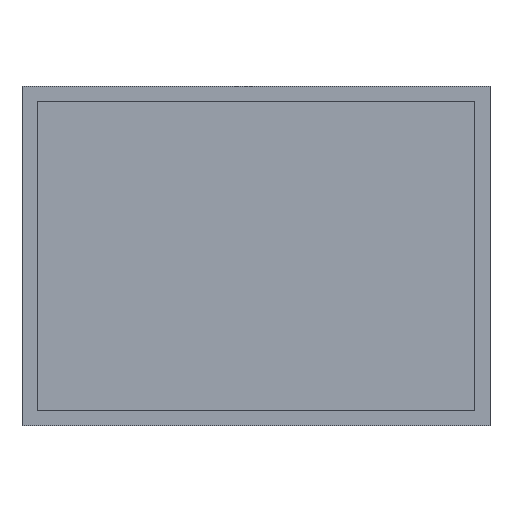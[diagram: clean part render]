
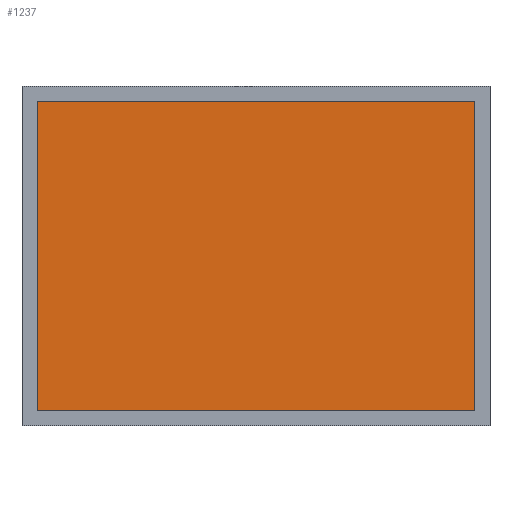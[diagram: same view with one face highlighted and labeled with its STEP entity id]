
A CAD part, left-side view. The second image highlights one B-rep face of the part: STEP entity #1237.
In plain terms, the highlighted planar face has unit normal (-1, 0, 0).
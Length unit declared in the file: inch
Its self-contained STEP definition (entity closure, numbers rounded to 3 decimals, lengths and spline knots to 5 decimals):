
#32 = VERTEX_POINT ( 'NONE', #146 ) ;
#33 = DIRECTION ( 'NONE',  ( 0., -1., 0. ) ) ;
#36 = EDGE_CURVE ( 'NONE', #207, #32, #798, .T. ) ;
#43 = ORIENTED_EDGE ( 'NONE', *, *, #214, .T. ) ;
#44 = DIRECTION ( 'NONE',  ( 0., 0., 1. ) ) ;
#58 = CARTESIAN_POINT ( 'NONE',  ( 0., -0.925, 1.50984 ) ) ;
#65 = CARTESIAN_POINT ( 'NONE',  ( 0., -2.13484, -1. ) ) ;
#68 = DIRECTION ( 'NONE',  ( 0., -1., 0. ) ) ;
#71 = EDGE_CURVE ( 'NONE', #806, #810, #479, .T. ) ;
#73 = DIRECTION ( 'NONE',  ( 0., 1., 0. ) ) ;
#76 = CARTESIAN_POINT ( 'NONE',  ( 0., 0., 0. ) ) ;
#79 = LINE ( 'NONE', #1360, #124 ) ;
#85 = LINE ( 'NONE', #511, #940 ) ;
#89 = CARTESIAN_POINT ( 'NONE',  ( 0., -2.13484, 0. ) ) ;
#124 = VECTOR ( 'NONE', #73, 39.37008 ) ;
#130 = DIRECTION ( 'NONE',  ( 0., 0., 1. ) ) ;
#146 = CARTESIAN_POINT ( 'NONE',  ( 0., -2.13484, 1.50984 ) ) ;
#152 = DIRECTION ( 'NONE',  ( 0., 1., 0. ) ) ;
#157 = CARTESIAN_POINT ( 'NONE',  ( 0., -2.13484, -1.50984 ) ) ;
#169 = CARTESIAN_POINT ( 'NONE',  ( 0., -0.925, -1.50984 ) ) ;
#170 = ORIENTED_EDGE ( 'NONE', *, *, #638, .T. ) ;
#176 = DIRECTION ( 'NONE',  ( 0., 0., -1. ) ) ;
#181 = EDGE_CURVE ( 'NONE', #809, #397, #307, .T. ) ;
#188 = ORIENTED_EDGE ( 'NONE', *, *, #256, .T. ) ;
#207 = VERTEX_POINT ( 'NONE', #89 ) ;
#214 = EDGE_CURVE ( 'NONE', #992, #559, #937, .T. ) ;
#218 = CARTESIAN_POINT ( 'NONE',  ( 0., -0.925, 1.65984 ) ) ;
#219 = ORIENTED_EDGE ( 'NONE', *, *, #1091, .T. ) ;
#220 = VECTOR ( 'NONE', #1152, 39.37008 ) ;
#232 = VECTOR ( 'NONE', #382, 39.37008 ) ;
#243 = CARTESIAN_POINT ( 'NONE',  ( 0., -0.925, -1.65984 ) ) ;
#256 = EDGE_CURVE ( 'NONE', #810, #873, #1053, .T. ) ;
#258 = CARTESIAN_POINT ( 'NONE',  ( 0., -2.28484, 0. ) ) ;
#307 = LINE ( 'NONE', #953, #1357 ) ;
#323 = CARTESIAN_POINT ( 'NONE',  ( 0., 2.13484, -1.50984 ) ) ;
#333 = EDGE_CURVE ( 'NONE', #1025, #809, #853, .T. ) ;
#336 = VECTOR ( 'NONE', #1369, 39.37008 ) ;
#382 = DIRECTION ( 'NONE',  ( 0., 1., 0. ) ) ;
#396 = CARTESIAN_POINT ( 'NONE',  ( 0., -2.13484, 1.50984 ) ) ;
#397 = VERTEX_POINT ( 'NONE', #569 ) ;
#404 = ORIENTED_EDGE ( 'NONE', *, *, #883, .T. ) ;
#405 = VECTOR ( 'NONE', #68, 39.37008 ) ;
#411 = VECTOR ( 'NONE', #1207, 39.37008 ) ;
#428 = CARTESIAN_POINT ( 'NONE',  ( 0., -2.13484, -1.50984 ) ) ;
#475 = LINE ( 'NONE', #1089, #411 ) ;
#479 = LINE ( 'NONE', #1339, #405 ) ;
#480 = PLANE ( 'NONE',  #1235 ) ;
#483 = CARTESIAN_POINT ( 'NONE',  ( 0., -1.825, -1.65984 ) ) ;
#497 = ORIENTED_EDGE ( 'NONE', *, *, #684, .F. ) ;
#511 = CARTESIAN_POINT ( 'NONE',  ( 0., -2.13484, -1.50984 ) ) ;
#518 = VECTOR ( 'NONE', #44, 39.37008 ) ;
#525 = VECTOR ( 'NONE', #1016, 39.37008 ) ;
#531 = VECTOR ( 'NONE', #130, 39.37008 ) ;
#544 = CARTESIAN_POINT ( 'NONE',  ( 0., -2.28484, -1. ) ) ;
#549 = EDGE_CURVE ( 'NONE', #864, #1025, #475, .T. ) ;
#554 = VERTEX_POINT ( 'NONE', #169 ) ;
#559 = VERTEX_POINT ( 'NONE', #65 ) ;
#569 = CARTESIAN_POINT ( 'NONE',  ( 0., 2.13484, 1.50984 ) ) ;
#573 = ORIENTED_EDGE ( 'NONE', *, *, #181, .T. ) ;
#576 = DIRECTION ( 'NONE',  ( 0., 0., -1. ) ) ;
#578 = ORIENTED_EDGE ( 'NONE', *, *, #549, .T. ) ;
#591 = FACE_OUTER_BOUND ( 'NONE', #1130, .T. ) ;
#615 = LINE ( 'NONE', #396, #232 ) ;
#617 = VECTOR ( 'NONE', #33, 39.37008 ) ;
#638 = EDGE_CURVE ( 'NONE', #32, #1038, #615, .T. ) ;
#684 = EDGE_CURVE ( 'NONE', #1114, #559, #79, .T. ) ;
#706 = CARTESIAN_POINT ( 'NONE',  ( 0., -0.925, -1.65984 ) ) ;
#716 = ORIENTED_EDGE ( 'NONE', *, *, #984, .F. ) ;
#746 = EDGE_CURVE ( 'NONE', #873, #992, #85, .T. ) ;
#757 = ORIENTED_EDGE ( 'NONE', *, *, #746, .T. ) ;
#764 = ORIENTED_EDGE ( 'NONE', *, *, #36, .T. ) ;
#769 = VERTEX_POINT ( 'NONE', #1298 ) ;
#778 = CARTESIAN_POINT ( 'NONE',  ( 0., -2.13484, -1.50984 ) ) ;
#798 = LINE ( 'NONE', #157, #518 ) ;
#806 = VERTEX_POINT ( 'NONE', #243 ) ;
#807 = CARTESIAN_POINT ( 'NONE',  ( 0., 2.13484, -1.50984 ) ) ;
#809 = VERTEX_POINT ( 'NONE', #58 ) ;
#810 = VERTEX_POINT ( 'NONE', #483 ) ;
#845 = LINE ( 'NONE', #1052, #617 ) ;
#852 = CARTESIAN_POINT ( 'NONE',  ( 0., -0.925, 1.65984 ) ) ;
#853 = LINE ( 'NONE', #218, #1124 ) ;
#856 = EDGE_CURVE ( 'NONE', #769, #207, #1206, .T. ) ;
#859 = DIRECTION ( 'NONE',  ( 0., 0., -1. ) ) ;
#864 = VERTEX_POINT ( 'NONE', #998 ) ;
#873 = VERTEX_POINT ( 'NONE', #888 ) ;
#883 = EDGE_CURVE ( 'NONE', #397, #1018, #1242, .T. ) ;
#888 = CARTESIAN_POINT ( 'NONE',  ( 0., -1.825, -1.50984 ) ) ;
#922 = DIRECTION ( 'NONE',  ( 0., 1., 0. ) ) ;
#928 = DIRECTION ( 'NONE',  ( 0., -1., 0. ) ) ;
#936 = VECTOR ( 'NONE', #152, 39.37008 ) ;
#937 = LINE ( 'NONE', #428, #336 ) ;
#940 = VECTOR ( 'NONE', #928, 39.37008 ) ;
#941 = EDGE_CURVE ( 'NONE', #864, #1038, #1131, .T. ) ;
#953 = CARTESIAN_POINT ( 'NONE',  ( 0., -2.13484, 1.50984 ) ) ;
#984 = EDGE_CURVE ( 'NONE', #806, #554, #1039, .T. ) ;
#992 = VERTEX_POINT ( 'NONE', #778 ) ;
#998 = CARTESIAN_POINT ( 'NONE',  ( 0., -1.825, 1.65984 ) ) ;
#1016 = DIRECTION ( 'NONE',  ( 0., 0., -1. ) ) ;
#1018 = VERTEX_POINT ( 'NONE', #323 ) ;
#1025 = VERTEX_POINT ( 'NONE', #852 ) ;
#1038 = VERTEX_POINT ( 'NONE', #1203 ) ;
#1039 = LINE ( 'NONE', #706, #1071 ) ;
#1052 = CARTESIAN_POINT ( 'NONE',  ( 0., -2.13484, -1.50984 ) ) ;
#1053 = LINE ( 'NONE', #1267, #531 ) ;
#1071 = VECTOR ( 'NONE', #1138, 39.37008 ) ;
#1089 = CARTESIAN_POINT ( 'NONE',  ( 0., -0.925, 1.65984 ) ) ;
#1091 = EDGE_CURVE ( 'NONE', #1018, #554, #845, .T. ) ;
#1114 = VERTEX_POINT ( 'NONE', #544 ) ;
#1123 = CARTESIAN_POINT ( 'NONE',  ( 0., -1.825, 1.65984 ) ) ;
#1124 = VECTOR ( 'NONE', #859, 39.37008 ) ;
#1130 = EDGE_LOOP ( 'NONE', ( #170, #1205, #578, #1140, #573, #404, #219, #716, #1299, #188, #757, #43, #497, #1240, #1356, #764 ) ) ;
#1131 = LINE ( 'NONE', #1123, #525 ) ;
#1135 = LINE ( 'NONE', #1376, #220 ) ;
#1138 = DIRECTION ( 'NONE',  ( 0., 0., 1. ) ) ;
#1140 = ORIENTED_EDGE ( 'NONE', *, *, #333, .T. ) ;
#1152 = DIRECTION ( 'NONE',  ( 0., 0., 1. ) ) ;
#1203 = CARTESIAN_POINT ( 'NONE',  ( 0., -1.825, 1.50984 ) ) ;
#1205 = ORIENTED_EDGE ( 'NONE', *, *, #941, .F. ) ;
#1206 = LINE ( 'NONE', #258, #936 ) ;
#1207 = DIRECTION ( 'NONE',  ( 0., 1., 0. ) ) ;
#1211 = DIRECTION ( 'NONE',  ( 1., 0., 0. ) ) ;
#1235 = AXIS2_PLACEMENT_3D ( 'NONE', #76, #1211, #576 ) ;
#1237 = ADVANCED_FACE ( 'NONE', ( #591 ), #480, .F. ) ;
#1240 = ORIENTED_EDGE ( 'NONE', *, *, #1342, .T. ) ;
#1242 = LINE ( 'NONE', #807, #1365 ) ;
#1267 = CARTESIAN_POINT ( 'NONE',  ( 0., -1.825, -1.65984 ) ) ;
#1298 = CARTESIAN_POINT ( 'NONE',  ( 0., -2.28484, 0. ) ) ;
#1299 = ORIENTED_EDGE ( 'NONE', *, *, #71, .T. ) ;
#1339 = CARTESIAN_POINT ( 'NONE',  ( 0., -1.825, -1.65984 ) ) ;
#1342 = EDGE_CURVE ( 'NONE', #1114, #769, #1135, .T. ) ;
#1356 = ORIENTED_EDGE ( 'NONE', *, *, #856, .T. ) ;
#1357 = VECTOR ( 'NONE', #922, 39.37008 ) ;
#1360 = CARTESIAN_POINT ( 'NONE',  ( 0., -2.28484, -1. ) ) ;
#1365 = VECTOR ( 'NONE', #176, 39.37008 ) ;
#1369 = DIRECTION ( 'NONE',  ( 0., 0., 1. ) ) ;
#1376 = CARTESIAN_POINT ( 'NONE',  ( 0., -2.28484, 0. ) ) ;
